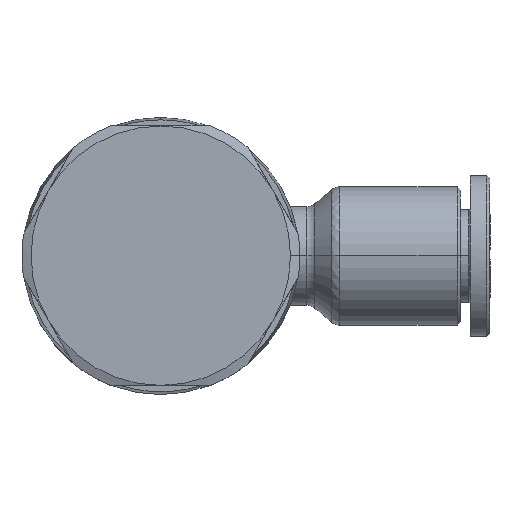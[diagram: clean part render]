
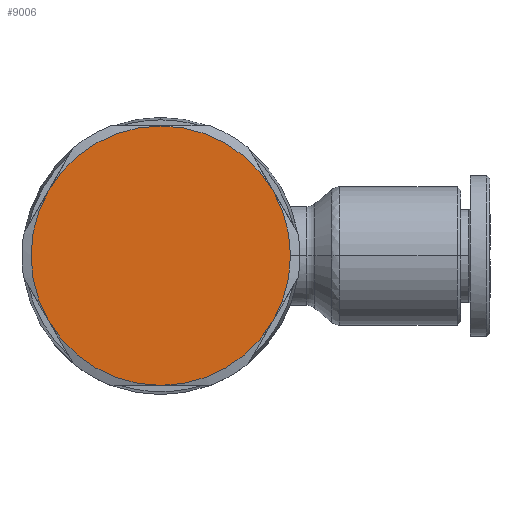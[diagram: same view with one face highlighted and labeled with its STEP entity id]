
A CAD part, top view. The second image highlights one B-rep face of the part: STEP entity #9006.
In plain terms, the highlighted planar face has unit normal (0, 0, 1).
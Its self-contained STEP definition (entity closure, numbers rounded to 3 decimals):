
#179 = VERTEX_POINT ( 'NONE', #10084 ) ;
#392 = CIRCLE ( 'NONE', #9090, 10.5 ) ;
#785 = CARTESIAN_POINT ( 'NONE',  ( 3.7, 0., 14.5 ) ) ;
#944 = ORIENTED_EDGE ( 'NONE', *, *, #6215, .F. ) ;
#989 = ORIENTED_EDGE ( 'NONE', *, *, #5376, .F. ) ;
#1065 = AXIS2_PLACEMENT_3D ( 'NONE', #1779, #5072, #3405 ) ;
#1202 = EDGE_CURVE ( 'NONE', #179, #4761, #10561, .T. ) ;
#1550 = EDGE_CURVE ( 'NONE', #8713, #9373, #3534, .T. ) ;
#1634 = CARTESIAN_POINT ( 'NONE',  ( 3.7, -10.5, 14.5 ) ) ;
#1657 = CARTESIAN_POINT ( 'NONE',  ( -6.8, 0., 14.5 ) ) ;
#1693 = DIRECTION ( 'NONE',  ( -1., 0., 0. ) ) ;
#1767 = AXIS2_PLACEMENT_3D ( 'NONE', #785, #10367, #11194 ) ;
#1779 = CARTESIAN_POINT ( 'NONE',  ( 3.7, 0., 14.5 ) ) ;
#2648 = ORIENTED_EDGE ( 'NONE', *, *, #1550, .F. ) ;
#2670 = DIRECTION ( 'NONE',  ( 0., 0., -1. ) ) ;
#2890 = CARTESIAN_POINT ( 'NONE',  ( 3.7, 0., 14.5 ) ) ;
#3258 = CIRCLE ( 'NONE', #6992, 10.5 ) ;
#3387 = FACE_OUTER_BOUND ( 'NONE', #8806, .T. ) ;
#3405 = DIRECTION ( 'NONE',  ( -1., 0., 0. ) ) ;
#3534 = CIRCLE ( 'NONE', #3706, 10.5 ) ;
#3659 = CARTESIAN_POINT ( 'NONE',  ( -5.393, -5.25, 14.5 ) ) ;
#3706 = AXIS2_PLACEMENT_3D ( 'NONE', #6886, #8648, #10536 ) ;
#4019 = ORIENTED_EDGE ( 'NONE', *, *, #1202, .F. ) ;
#4300 = CIRCLE ( 'NONE', #1065, 10.5 ) ;
#4669 = EDGE_CURVE ( 'NONE', #9373, #6513, #8862, .T. ) ;
#4689 = AXIS2_PLACEMENT_3D ( 'NONE', #9504, #8630, #1693 ) ;
#4761 = VERTEX_POINT ( 'NONE', #6745 ) ;
#4782 = ORIENTED_EDGE ( 'NONE', *, *, #4669, .F. ) ;
#5072 = DIRECTION ( 'NONE',  ( 0., 0., -1. ) ) ;
#5177 = EDGE_CURVE ( 'NONE', #4761, #5890, #3258, .T. ) ;
#5376 = EDGE_CURVE ( 'NONE', #6513, #179, #392, .T. ) ;
#5733 = VERTEX_POINT ( 'NONE', #3659 ) ;
#5859 = EDGE_CURVE ( 'NONE', #5733, #8713, #4300, .T. ) ;
#5890 = VERTEX_POINT ( 'NONE', #1634 ) ;
#6130 = AXIS2_PLACEMENT_3D ( 'NONE', #10254, #11123, #8421 ) ;
#6215 = EDGE_CURVE ( 'NONE', #5890, #5733, #8594, .T. ) ;
#6513 = VERTEX_POINT ( 'NONE', #8553 ) ;
#6745 = CARTESIAN_POINT ( 'NONE',  ( 12.793, -5.25, 14.5 ) ) ;
#6886 = CARTESIAN_POINT ( 'NONE',  ( 3.7, 0., 14.5 ) ) ;
#6992 = AXIS2_PLACEMENT_3D ( 'NONE', #10112, #7523, #8281 ) ;
#7523 = DIRECTION ( 'NONE',  ( 0., 0., -1. ) ) ;
#7746 = AXIS2_PLACEMENT_3D ( 'NONE', #2890, #9885, #9812 ) ;
#7749 = CARTESIAN_POINT ( 'NONE',  ( -5.393, 5.25, 14.5 ) ) ;
#7822 = CARTESIAN_POINT ( 'NONE',  ( 3.7, 0., 14.5 ) ) ;
#8281 = DIRECTION ( 'NONE',  ( -1., 0., 0. ) ) ;
#8421 = DIRECTION ( 'NONE',  ( -1., 0., 0. ) ) ;
#8553 = CARTESIAN_POINT ( 'NONE',  ( 3.7, 10.5, 14.5 ) ) ;
#8594 = CIRCLE ( 'NONE', #6130, 10.5 ) ;
#8630 = DIRECTION ( 'NONE',  ( 0., 0., -1. ) ) ;
#8648 = DIRECTION ( 'NONE',  ( 0., 0., -1. ) ) ;
#8674 = DIRECTION ( 'NONE',  ( -1., 0., 0. ) ) ;
#8713 = VERTEX_POINT ( 'NONE', #1657 ) ;
#8806 = EDGE_LOOP ( 'NONE', ( #9323, #944, #10701, #4019, #989, #4782, #2648 ) ) ;
#8862 = CIRCLE ( 'NONE', #1767, 10.5 ) ;
#9006 = ADVANCED_FACE ( 'NONE', ( #3387 ), #9727, .T. ) ;
#9090 = AXIS2_PLACEMENT_3D ( 'NONE', #7822, #2670, #8674 ) ;
#9323 = ORIENTED_EDGE ( 'NONE', *, *, #5859, .F. ) ;
#9373 = VERTEX_POINT ( 'NONE', #7749 ) ;
#9504 = CARTESIAN_POINT ( 'NONE',  ( 3.7, 0., 14.5 ) ) ;
#9727 = PLANE ( 'NONE',  #7746 ) ;
#9812 = DIRECTION ( 'NONE',  ( 1., 0., 0. ) ) ;
#9885 = DIRECTION ( 'NONE',  ( 0., 0., 1. ) ) ;
#10084 = CARTESIAN_POINT ( 'NONE',  ( 12.793, 5.25, 14.5 ) ) ;
#10112 = CARTESIAN_POINT ( 'NONE',  ( 3.7, 0., 14.5 ) ) ;
#10254 = CARTESIAN_POINT ( 'NONE',  ( 3.7, 0., 14.5 ) ) ;
#10367 = DIRECTION ( 'NONE',  ( 0., 0., -1. ) ) ;
#10536 = DIRECTION ( 'NONE',  ( -1., 0., 0. ) ) ;
#10561 = CIRCLE ( 'NONE', #4689, 10.5 ) ;
#10701 = ORIENTED_EDGE ( 'NONE', *, *, #5177, .F. ) ;
#11123 = DIRECTION ( 'NONE',  ( 0., 0., -1. ) ) ;
#11194 = DIRECTION ( 'NONE',  ( -1., 0., 0. ) ) ;
